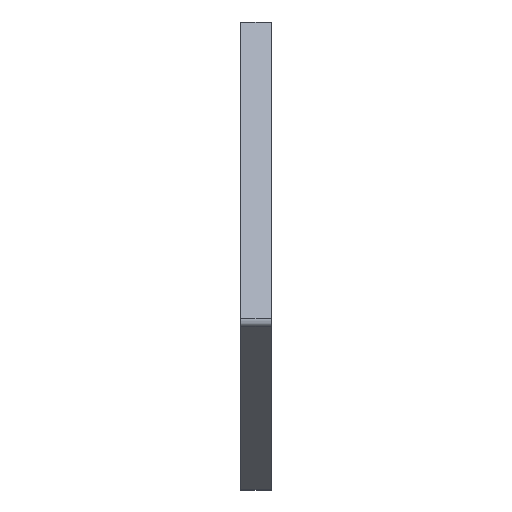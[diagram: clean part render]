
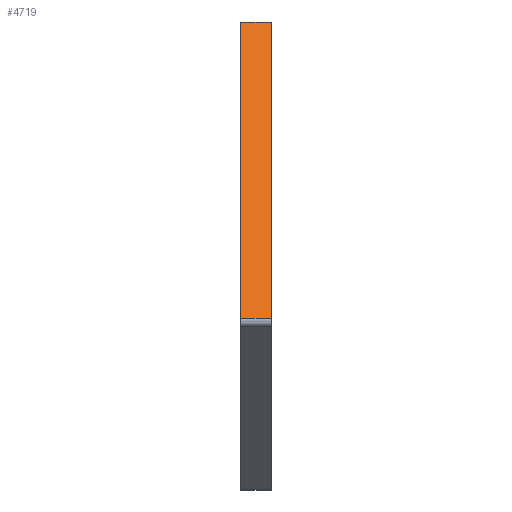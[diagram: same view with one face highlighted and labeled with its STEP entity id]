
A CAD part, top view. The second image highlights one B-rep face of the part: STEP entity #4719.
In plain terms, the highlighted planar face has unit normal (0, 0.499, 0.867).
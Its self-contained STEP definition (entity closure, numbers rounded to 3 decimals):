
#72 = PLANE('',#73);
#73 = AXIS2_PLACEMENT_3D('',#74,#75,#76);
#74 = CARTESIAN_POINT('',(17.021,-86.298,22.313));
#75 = DIRECTION('',(1.,0.,0.));
#76 = DIRECTION('',(0.,0.,-1.));
#126 = PLANE('',#127);
#127 = AXIS2_PLACEMENT_3D('',#128,#129,#130);
#128 = CARTESIAN_POINT('',(14.021,-86.298,22.313));
#129 = DIRECTION('',(1.,0.,0.));
#130 = DIRECTION('',(0.,0.,-1.));
#779 = VERTEX_POINT('',#780);
#780 = CARTESIAN_POINT('',(14.021,-66.337,37.174));
#794 = PLANE('',#795);
#795 = AXIS2_PLACEMENT_3D('',#796,#797,#798);
#796 = CARTESIAN_POINT('',(14.021,-66.337,32.451));
#797 = DIRECTION('',(0.,1.,0.));
#798 = DIRECTION('',(0.,-0.,-1.));
#806 = EDGE_CURVE('',#779,#807,#809,.T.);
#807 = VERTEX_POINT('',#808);
#808 = CARTESIAN_POINT('',(14.021,-95.714,54.074));
#809 = SURFACE_CURVE('',#810,(#814,#821),.PCURVE_S1.);
#810 = LINE('',#811,#812);
#811 = CARTESIAN_POINT('',(14.021,-66.337,37.174));
#812 = VECTOR('',#813,1.);
#813 = DIRECTION('',(0.,-0.867,0.499));
#814 = PCURVE('',#126,#815);
#815 = DEFINITIONAL_REPRESENTATION('',(#816),#820);
#816 = LINE('',#817,#818);
#817 = CARTESIAN_POINT('',(-14.861,19.961));
#818 = VECTOR('',#819,1.);
#819 = DIRECTION('',(-0.499,-0.867));
#820 = ( GEOMETRIC_REPRESENTATION_CONTEXT(2) 
PARAMETRIC_REPRESENTATION_CONTEXT() REPRESENTATION_CONTEXT('2D SPACE',''
  ) );
#821 = PCURVE('',#822,#827);
#822 = PLANE('',#823);
#823 = AXIS2_PLACEMENT_3D('',#824,#825,#826);
#824 = CARTESIAN_POINT('',(14.021,-66.337,37.174));
#825 = DIRECTION('',(0.,0.499,0.867));
#826 = DIRECTION('',(0.,0.867,-0.499));
#827 = DEFINITIONAL_REPRESENTATION('',(#828),#832);
#828 = LINE('',#829,#830);
#829 = CARTESIAN_POINT('',(-0.,0.));
#830 = VECTOR('',#831,1.);
#831 = DIRECTION('',(-1.,0.));
#832 = ( GEOMETRIC_REPRESENTATION_CONTEXT(2) 
PARAMETRIC_REPRESENTATION_CONTEXT() REPRESENTATION_CONTEXT('2D SPACE',''
  ) );
#855 = CYLINDRICAL_SURFACE('',#856,0.6);
#856 = AXIS2_PLACEMENT_3D('',#857,#858,#859);
#857 = CARTESIAN_POINT('',(14.021,-96.013,53.554));
#858 = DIRECTION('',(-1.,0.,0.));
#859 = DIRECTION('',(0.,0.,1.));
#2583 = VERTEX_POINT('',#2584);
#2584 = CARTESIAN_POINT('',(17.021,-95.714,54.074));
#2610 = EDGE_CURVE('',#2611,#2583,#2613,.T.);
#2611 = VERTEX_POINT('',#2612);
#2612 = CARTESIAN_POINT('',(17.021,-66.337,37.174));
#2613 = SURFACE_CURVE('',#2614,(#2618,#2625),.PCURVE_S1.);
#2614 = LINE('',#2615,#2616);
#2615 = CARTESIAN_POINT('',(17.021,-66.337,37.174));
#2616 = VECTOR('',#2617,1.);
#2617 = DIRECTION('',(0.,-0.867,0.499));
#2618 = PCURVE('',#72,#2619);
#2619 = DEFINITIONAL_REPRESENTATION('',(#2620),#2624);
#2620 = LINE('',#2621,#2622);
#2621 = CARTESIAN_POINT('',(-14.861,19.961));
#2622 = VECTOR('',#2623,1.);
#2623 = DIRECTION('',(-0.499,-0.867));
#2624 = ( GEOMETRIC_REPRESENTATION_CONTEXT(2) 
PARAMETRIC_REPRESENTATION_CONTEXT() REPRESENTATION_CONTEXT('2D SPACE',''
  ) );
#2625 = PCURVE('',#822,#2626);
#2626 = DEFINITIONAL_REPRESENTATION('',(#2627),#2631);
#2627 = LINE('',#2628,#2629);
#2628 = CARTESIAN_POINT('',(0.,-3.));
#2629 = VECTOR('',#2630,1.);
#2630 = DIRECTION('',(-1.,0.));
#2631 = ( GEOMETRIC_REPRESENTATION_CONTEXT(2) 
PARAMETRIC_REPRESENTATION_CONTEXT() REPRESENTATION_CONTEXT('2D SPACE',''
  ) );
#4698 = EDGE_CURVE('',#779,#2611,#4699,.T.);
#4699 = SURFACE_CURVE('',#4700,(#4704,#4711),.PCURVE_S1.);
#4700 = LINE('',#4701,#4702);
#4701 = CARTESIAN_POINT('',(14.021,-66.337,37.174));
#4702 = VECTOR('',#4703,1.);
#4703 = DIRECTION('',(1.,0.,0.));
#4704 = PCURVE('',#794,#4705);
#4705 = DEFINITIONAL_REPRESENTATION('',(#4706),#4710);
#4706 = LINE('',#4707,#4708);
#4707 = CARTESIAN_POINT('',(-4.723,0.));
#4708 = VECTOR('',#4709,1.);
#4709 = DIRECTION('',(-0.,-1.));
#4710 = ( GEOMETRIC_REPRESENTATION_CONTEXT(2) 
PARAMETRIC_REPRESENTATION_CONTEXT() REPRESENTATION_CONTEXT('2D SPACE',''
  ) );
#4711 = PCURVE('',#822,#4712);
#4712 = DEFINITIONAL_REPRESENTATION('',(#4713),#4717);
#4713 = LINE('',#4714,#4715);
#4714 = CARTESIAN_POINT('',(-0.,0.));
#4715 = VECTOR('',#4716,1.);
#4716 = DIRECTION('',(0.,-1.));
#4717 = ( GEOMETRIC_REPRESENTATION_CONTEXT(2) 
PARAMETRIC_REPRESENTATION_CONTEXT() REPRESENTATION_CONTEXT('2D SPACE',''
  ) );
#4719 = ADVANCED_FACE('',(#4720),#822,.T.);
#4720 = FACE_BOUND('',#4721,.F.);
#4721 = EDGE_LOOP('',(#4722,#4723,#4724,#4745));
#4722 = ORIENTED_EDGE('',*,*,#4698,.T.);
#4723 = ORIENTED_EDGE('',*,*,#2610,.T.);
#4724 = ORIENTED_EDGE('',*,*,#4725,.F.);
#4725 = EDGE_CURVE('',#807,#2583,#4726,.T.);
#4726 = SURFACE_CURVE('',#4727,(#4731,#4738),.PCURVE_S1.);
#4727 = LINE('',#4728,#4729);
#4728 = CARTESIAN_POINT('',(14.021,-95.714,54.074));
#4729 = VECTOR('',#4730,1.);
#4730 = DIRECTION('',(1.,0.,0.));
#4731 = PCURVE('',#822,#4732);
#4732 = DEFINITIONAL_REPRESENTATION('',(#4733),#4737);
#4733 = LINE('',#4734,#4735);
#4734 = CARTESIAN_POINT('',(-33.891,0.));
#4735 = VECTOR('',#4736,1.);
#4736 = DIRECTION('',(0.,-1.));
#4737 = ( GEOMETRIC_REPRESENTATION_CONTEXT(2) 
PARAMETRIC_REPRESENTATION_CONTEXT() REPRESENTATION_CONTEXT('2D SPACE',''
  ) );
#4738 = PCURVE('',#855,#4739);
#4739 = DEFINITIONAL_REPRESENTATION('',(#4740),#4744);
#4740 = LINE('',#4741,#4742);
#4741 = CARTESIAN_POINT('',(6.805,0.));
#4742 = VECTOR('',#4743,1.);
#4743 = DIRECTION('',(0.,-1.));
#4744 = ( GEOMETRIC_REPRESENTATION_CONTEXT(2) 
PARAMETRIC_REPRESENTATION_CONTEXT() REPRESENTATION_CONTEXT('2D SPACE',''
  ) );
#4745 = ORIENTED_EDGE('',*,*,#806,.F.);
